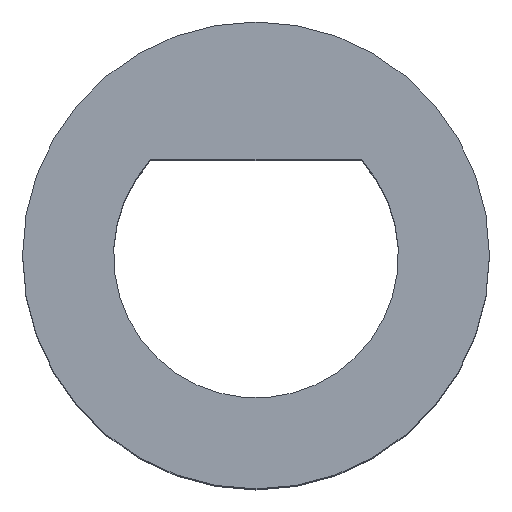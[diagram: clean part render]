
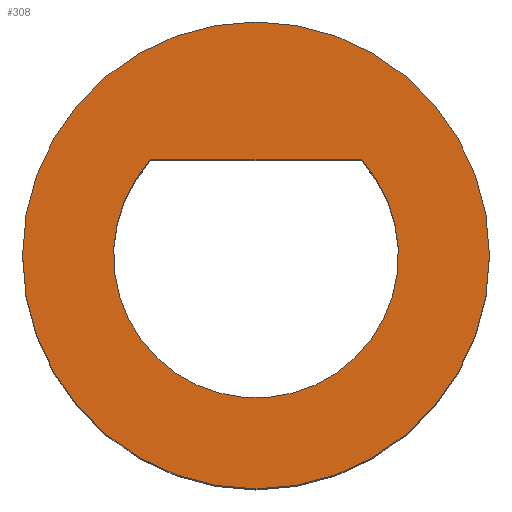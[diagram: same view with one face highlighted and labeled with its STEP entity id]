
A CAD part, top view. The second image highlights one B-rep face of the part: STEP entity #308.
In plain terms, the highlighted planar face has unit normal (0, 0, 1).
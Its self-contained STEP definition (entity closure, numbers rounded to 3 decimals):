
#143 = VERTEX_POINT('',#144);
#144 = CARTESIAN_POINT('',(10.,0.,12.25));
#150 = EDGE_CURVE('',#143,#143,#151,.T.);
#151 = CIRCLE('',#152,10.);
#152 = AXIS2_PLACEMENT_3D('',#153,#154,#155);
#153 = CARTESIAN_POINT('',(0.,0.,12.25));
#154 = DIRECTION('',(0.,0.,1.));
#155 = DIRECTION('',(1.,0.,0.));
#264 = VERTEX_POINT('',#265);
#265 = CARTESIAN_POINT('',(-4.517,4.1,12.25));
#271 = EDGE_CURVE('',#264,#272,#274,.T.);
#272 = VERTEX_POINT('',#273);
#273 = CARTESIAN_POINT('',(4.517,4.1,12.25));
#274 = CIRCLE('',#275,6.1);
#275 = AXIS2_PLACEMENT_3D('',#276,#277,#278);
#276 = CARTESIAN_POINT('',(0.,0.,12.25));
#277 = DIRECTION('',(0.,0.,1.));
#278 = DIRECTION('',(1.,0.,0.));
#296 = EDGE_CURVE('',#264,#272,#297,.T.);
#297 = LINE('',#298,#299);
#298 = CARTESIAN_POINT('',(-4.517,4.1,12.25));
#299 = VECTOR('',#300,1.);
#300 = DIRECTION('',(1.,0.,0.));
#308 = ADVANCED_FACE('',(#309,#312),#316,.T.);
#309 = FACE_BOUND('',#310,.T.);
#310 = EDGE_LOOP('',(#311));
#311 = ORIENTED_EDGE('',*,*,#150,.T.);
#312 = FACE_BOUND('',#313,.F.);
#313 = EDGE_LOOP('',(#314,#315));
#314 = ORIENTED_EDGE('',*,*,#271,.T.);
#315 = ORIENTED_EDGE('',*,*,#296,.F.);
#316 = PLANE('',#317);
#317 = AXIS2_PLACEMENT_3D('',#318,#319,#320);
#318 = CARTESIAN_POINT('',(0.,-0.029,12.25));
#319 = DIRECTION('',(0.,0.,1.));
#320 = DIRECTION('',(1.,0.,0.));
